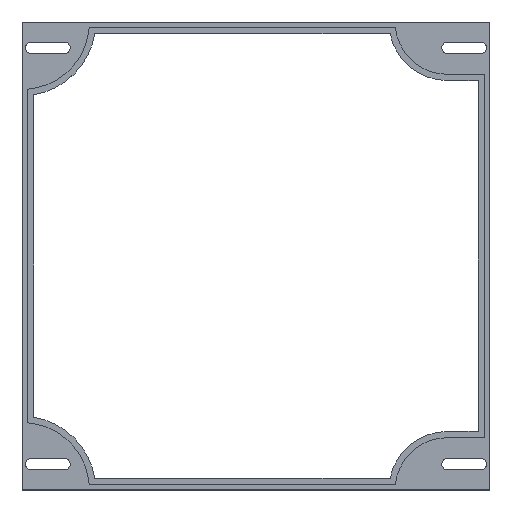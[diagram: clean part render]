
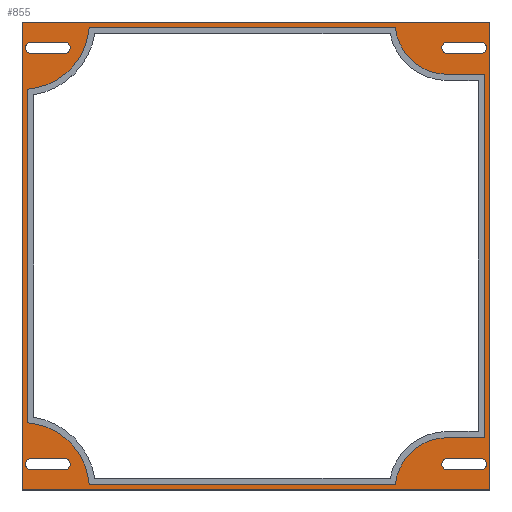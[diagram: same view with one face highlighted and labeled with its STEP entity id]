
A CAD part, top view. The second image highlights one B-rep face of the part: STEP entity #855.
In plain terms, the highlighted planar face has unit normal (0, 0, 1).
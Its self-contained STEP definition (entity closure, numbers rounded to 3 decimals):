
#16=FACE_BOUND('',#139,.T.);
#17=FACE_BOUND('',#140,.T.);
#18=FACE_BOUND('',#141,.T.);
#19=FACE_BOUND('',#142,.T.);
#20=FACE_BOUND('',#143,.T.);
#51=PLANE('',#944);
#94=FACE_OUTER_BOUND('',#138,.T.);
#138=EDGE_LOOP('',(#738,#739,#740,#741));
#139=EDGE_LOOP('',(#742,#743,#744,#745,#746,#747,#748,#749,#750,#751));
#140=EDGE_LOOP('',(#752,#753,#754,#755));
#141=EDGE_LOOP('',(#756,#757,#758,#759));
#142=EDGE_LOOP('',(#760,#761,#762,#763));
#143=EDGE_LOOP('',(#764,#765,#766,#767));
#152=LINE('',#1198,#240);
#156=LINE('',#1210,#244);
#160=LINE('',#1222,#248);
#164=LINE('',#1234,#252);
#167=LINE('',#1240,#255);
#170=LINE('',#1245,#258);
#174=LINE('',#1254,#262);
#178=LINE('',#1266,#266);
#182=LINE('',#1278,#270);
#186=LINE('',#1290,#274);
#191=LINE('',#1308,#279);
#195=LINE('',#1318,#283);
#198=LINE('',#1326,#286);
#202=LINE('',#1338,#290);
#228=LINE('',#1411,#316);
#231=LINE('',#1417,#319);
#234=LINE('',#1423,#322);
#237=LINE('',#1427,#325);
#240=VECTOR('',#958,10.);
#244=VECTOR('',#970,10.);
#248=VECTOR('',#982,10.);
#252=VECTOR('',#994,10.);
#255=VECTOR('',#999,10.);
#258=VECTOR('',#1004,10.);
#262=VECTOR('',#1010,10.);
#266=VECTOR('',#1022,10.);
#270=VECTOR('',#1034,10.);
#274=VECTOR('',#1046,10.);
#279=VECTOR('',#1065,10.);
#283=VECTOR('',#1077,10.);
#286=VECTOR('',#1082,10.);
#290=VECTOR('',#1094,10.);
#316=VECTOR('',#1166,10.);
#319=VECTOR('',#1171,10.);
#322=VECTOR('',#1176,10.);
#325=VECTOR('',#1181,10.);
#326=CIRCLE('',#872,15.65);
#328=CIRCLE('',#876,20.206);
#330=CIRCLE('',#880,20.206);
#332=CIRCLE('',#884,15.65);
#335=CIRCLE('',#892,1.7);
#337=CIRCLE('',#896,1.7);
#339=CIRCLE('',#900,1.7);
#341=CIRCLE('',#904,1.7);
#343=CIRCLE('',#907,1.7);
#345=CIRCLE('',#911,1.7);
#347=CIRCLE('',#916,1.7);
#349=CIRCLE('',#920,1.7);
#358=VERTEX_POINT('',#1188);
#359=VERTEX_POINT('',#1189);
#362=VERTEX_POINT('',#1197);
#364=VERTEX_POINT('',#1203);
#366=VERTEX_POINT('',#1209);
#368=VERTEX_POINT('',#1215);
#370=VERTEX_POINT('',#1221);
#372=VERTEX_POINT('',#1227);
#374=VERTEX_POINT('',#1233);
#376=VERTEX_POINT('',#1239);
#380=VERTEX_POINT('',#1251);
#381=VERTEX_POINT('',#1253);
#383=VERTEX_POINT('',#1259);
#385=VERTEX_POINT('',#1265);
#388=VERTEX_POINT('',#1275);
#389=VERTEX_POINT('',#1277);
#391=VERTEX_POINT('',#1283);
#393=VERTEX_POINT('',#1289);
#396=VERTEX_POINT('',#1299);
#397=VERTEX_POINT('',#1301);
#399=VERTEX_POINT('',#1307);
#401=VERTEX_POINT('',#1313);
#404=VERTEX_POINT('',#1323);
#405=VERTEX_POINT('',#1325);
#407=VERTEX_POINT('',#1331);
#409=VERTEX_POINT('',#1337);
#432=VERTEX_POINT('',#1408);
#433=VERTEX_POINT('',#1410);
#435=VERTEX_POINT('',#1416);
#437=VERTEX_POINT('',#1422);
#438=EDGE_CURVE('',#358,#359,#326,.T.);
#442=EDGE_CURVE('',#362,#358,#152,.T.);
#445=EDGE_CURVE('',#364,#362,#328,.T.);
#448=EDGE_CURVE('',#366,#364,#156,.T.);
#451=EDGE_CURVE('',#368,#366,#330,.T.);
#454=EDGE_CURVE('',#370,#368,#160,.T.);
#457=EDGE_CURVE('',#372,#370,#332,.T.);
#460=EDGE_CURVE('',#374,#372,#164,.T.);
#463=EDGE_CURVE('',#376,#374,#167,.T.);
#466=EDGE_CURVE('',#359,#376,#170,.T.);
#470=EDGE_CURVE('',#381,#380,#174,.T.);
#473=EDGE_CURVE('',#383,#381,#335,.T.);
#476=EDGE_CURVE('',#385,#383,#178,.T.);
#479=EDGE_CURVE('',#380,#385,#337,.T.);
#482=EDGE_CURVE('',#389,#388,#182,.T.);
#485=EDGE_CURVE('',#391,#389,#339,.T.);
#488=EDGE_CURVE('',#393,#391,#186,.T.);
#491=EDGE_CURVE('',#388,#393,#341,.T.);
#494=EDGE_CURVE('',#397,#396,#343,.T.);
#497=EDGE_CURVE('',#399,#397,#191,.T.);
#500=EDGE_CURVE('',#401,#399,#345,.T.);
#503=EDGE_CURVE('',#396,#401,#195,.T.);
#506=EDGE_CURVE('',#405,#404,#198,.T.);
#509=EDGE_CURVE('',#407,#405,#347,.T.);
#512=EDGE_CURVE('',#409,#407,#202,.T.);
#515=EDGE_CURVE('',#404,#409,#349,.T.);
#548=EDGE_CURVE('',#433,#432,#228,.T.);
#551=EDGE_CURVE('',#435,#433,#231,.T.);
#554=EDGE_CURVE('',#437,#435,#234,.T.);
#557=EDGE_CURVE('',#432,#437,#237,.T.);
#738=ORIENTED_EDGE('',*,*,#557,.T.);
#739=ORIENTED_EDGE('',*,*,#554,.T.);
#740=ORIENTED_EDGE('',*,*,#551,.T.);
#741=ORIENTED_EDGE('',*,*,#548,.T.);
#742=ORIENTED_EDGE('',*,*,#451,.F.);
#743=ORIENTED_EDGE('',*,*,#454,.F.);
#744=ORIENTED_EDGE('',*,*,#457,.F.);
#745=ORIENTED_EDGE('',*,*,#460,.F.);
#746=ORIENTED_EDGE('',*,*,#463,.F.);
#747=ORIENTED_EDGE('',*,*,#466,.F.);
#748=ORIENTED_EDGE('',*,*,#438,.F.);
#749=ORIENTED_EDGE('',*,*,#442,.F.);
#750=ORIENTED_EDGE('',*,*,#445,.F.);
#751=ORIENTED_EDGE('',*,*,#448,.F.);
#752=ORIENTED_EDGE('',*,*,#470,.T.);
#753=ORIENTED_EDGE('',*,*,#479,.T.);
#754=ORIENTED_EDGE('',*,*,#476,.T.);
#755=ORIENTED_EDGE('',*,*,#473,.T.);
#756=ORIENTED_EDGE('',*,*,#482,.T.);
#757=ORIENTED_EDGE('',*,*,#491,.T.);
#758=ORIENTED_EDGE('',*,*,#488,.T.);
#759=ORIENTED_EDGE('',*,*,#485,.T.);
#760=ORIENTED_EDGE('',*,*,#494,.T.);
#761=ORIENTED_EDGE('',*,*,#503,.T.);
#762=ORIENTED_EDGE('',*,*,#500,.T.);
#763=ORIENTED_EDGE('',*,*,#497,.T.);
#764=ORIENTED_EDGE('',*,*,#506,.T.);
#765=ORIENTED_EDGE('',*,*,#515,.T.);
#766=ORIENTED_EDGE('',*,*,#512,.T.);
#767=ORIENTED_EDGE('',*,*,#509,.T.);
#855=ADVANCED_FACE('',(#94,#16,#17,#18,#19,#20),#51,.T.);
#872=AXIS2_PLACEMENT_3D('',#1190,#950,#951);
#876=AXIS2_PLACEMENT_3D('',#1204,#963,#964);
#880=AXIS2_PLACEMENT_3D('',#1216,#975,#976);
#884=AXIS2_PLACEMENT_3D('',#1228,#987,#988);
#892=AXIS2_PLACEMENT_3D('',#1260,#1016,#1017);
#896=AXIS2_PLACEMENT_3D('',#1270,#1028,#1029);
#900=AXIS2_PLACEMENT_3D('',#1284,#1040,#1041);
#904=AXIS2_PLACEMENT_3D('',#1294,#1052,#1053);
#907=AXIS2_PLACEMENT_3D('',#1302,#1059,#1060);
#911=AXIS2_PLACEMENT_3D('',#1314,#1071,#1072);
#916=AXIS2_PLACEMENT_3D('',#1332,#1088,#1089);
#920=AXIS2_PLACEMENT_3D('',#1342,#1100,#1101);
#944=AXIS2_PLACEMENT_3D('',#1428,#1182,#1183);
#950=DIRECTION('center_axis',(0.,0.,-1.));
#951=DIRECTION('ref_axis',(0.,1.,0.));
#958=DIRECTION('',(1.,0.,0.));
#963=DIRECTION('center_axis',(0.,0.,-1.));
#964=DIRECTION('ref_axis',(0.997,0.082,0.));
#970=DIRECTION('',(0.,-1.,0.));
#975=DIRECTION('center_axis',(0.,0.,-1.));
#976=DIRECTION('ref_axis',(0.082,-0.997,0.));
#982=DIRECTION('',(-1.,0.,0.));
#987=DIRECTION('center_axis',(0.,0.,-1.));
#988=DIRECTION('ref_axis',(-0.994,-0.105,0.));
#994=DIRECTION('',(-1.,0.,0.));
#999=DIRECTION('',(0.,1.,0.));
#1004=DIRECTION('',(1.,0.,0.));
#1010=DIRECTION('',(1.,0.,0.));
#1016=DIRECTION('center_axis',(0.,0.,-1.));
#1017=DIRECTION('ref_axis',(0.,1.,0.));
#1022=DIRECTION('',(-1.,0.,0.));
#1028=DIRECTION('center_axis',(0.,0.,-1.));
#1029=DIRECTION('ref_axis',(0.,-1.,0.));
#1034=DIRECTION('',(-1.,0.,0.));
#1040=DIRECTION('center_axis',(0.,0.,-1.));
#1041=DIRECTION('ref_axis',(0.,-1.,0.));
#1046=DIRECTION('',(1.,0.,0.));
#1052=DIRECTION('center_axis',(0.,0.,-1.));
#1053=DIRECTION('ref_axis',(0.,1.,0.));
#1059=DIRECTION('center_axis',(0.,0.,-1.));
#1060=DIRECTION('ref_axis',(0.,-1.,0.));
#1065=DIRECTION('',(1.,0.,0.));
#1071=DIRECTION('center_axis',(0.,0.,-1.));
#1072=DIRECTION('ref_axis',(0.,1.,0.));
#1077=DIRECTION('',(-1.,0.,0.));
#1082=DIRECTION('',(1.,0.,0.));
#1088=DIRECTION('center_axis',(0.,0.,-1.));
#1089=DIRECTION('ref_axis',(0.,1.,0.));
#1094=DIRECTION('',(-1.,0.,0.));
#1100=DIRECTION('center_axis',(0.,0.,-1.));
#1101=DIRECTION('ref_axis',(0.,-1.,0.));
#1166=DIRECTION('',(0.,-1.,0.));
#1171=DIRECTION('',(-1.,0.,0.));
#1176=DIRECTION('',(0.,1.,0.));
#1181=DIRECTION('',(1.,0.,0.));
#1182=DIRECTION('center_axis',(0.,0.,1.));
#1183=DIRECTION('ref_axis',(1.,0.,0.));
#1188=CARTESIAN_POINT('',(169.187,24.65,0.5));
#1189=CARTESIAN_POINT('',(184.75,38.65,0.5));
#1190=CARTESIAN_POINT('Origin',(184.75,23.,0.5));
#1197=CARTESIAN_POINT('',(77.639,24.65,0.5));
#1198=CARTESIAN_POINT('',(102.569,24.65,0.5));
#1203=CARTESIAN_POINT('',(59.15,43.139,0.5));
#1204=CARTESIAN_POINT('Origin',(57.5,23.,0.5));
#1209=CARTESIAN_POINT('',(59.15,142.861,0.5));
#1210=CARTESIAN_POINT('',(59.15,117.931,0.5));
#1215=CARTESIAN_POINT('',(77.639,161.35,0.5));
#1216=CARTESIAN_POINT('Origin',(57.5,163.,0.5));
#1221=CARTESIAN_POINT('',(169.187,161.35,0.5));
#1222=CARTESIAN_POINT('',(148.344,161.35,0.5));
#1227=CARTESIAN_POINT('',(184.75,147.35,0.5));
#1228=CARTESIAN_POINT('Origin',(184.75,163.,0.5));
#1233=CARTESIAN_POINT('',(195.85,147.35,0.5));
#1234=CARTESIAN_POINT('',(161.675,147.35,0.5));
#1239=CARTESIAN_POINT('',(195.85,38.65,0.5));
#1240=CARTESIAN_POINT('',(195.85,65.825,0.5));
#1245=CARTESIAN_POINT('',(156.125,38.65,0.5));
#1251=CARTESIAN_POINT('',(70.25,32.45,0.5));
#1253=CARTESIAN_POINT('',(60.25,32.45,0.5));
#1254=CARTESIAN_POINT('',(93.875,32.45,0.5));
#1259=CARTESIAN_POINT('',(60.25,29.05,0.5));
#1260=CARTESIAN_POINT('Origin',(60.25,30.75,0.5));
#1265=CARTESIAN_POINT('',(70.25,29.05,0.5));
#1266=CARTESIAN_POINT('',(98.875,29.05,0.5));
#1270=CARTESIAN_POINT('Origin',(70.25,30.75,0.5));
#1275=CARTESIAN_POINT('',(184.75,153.55,0.5));
#1277=CARTESIAN_POINT('',(194.75,153.55,0.5));
#1278=CARTESIAN_POINT('',(161.125,153.55,0.5));
#1283=CARTESIAN_POINT('',(194.75,156.95,0.5));
#1284=CARTESIAN_POINT('Origin',(194.75,155.25,0.5));
#1289=CARTESIAN_POINT('',(184.75,156.95,0.5));
#1290=CARTESIAN_POINT('',(156.125,156.95,0.5));
#1294=CARTESIAN_POINT('Origin',(184.75,155.25,0.5));
#1299=CARTESIAN_POINT('',(70.25,153.55,0.5));
#1301=CARTESIAN_POINT('',(70.25,156.95,0.5));
#1302=CARTESIAN_POINT('Origin',(70.25,155.25,0.5));
#1307=CARTESIAN_POINT('',(60.25,156.95,0.5));
#1308=CARTESIAN_POINT('',(93.875,156.95,0.5));
#1313=CARTESIAN_POINT('',(60.25,153.55,0.5));
#1314=CARTESIAN_POINT('Origin',(60.25,155.25,0.5));
#1318=CARTESIAN_POINT('',(98.875,153.55,0.5));
#1323=CARTESIAN_POINT('',(194.75,32.45,0.5));
#1325=CARTESIAN_POINT('',(184.75,32.45,0.5));
#1326=CARTESIAN_POINT('',(156.125,32.45,0.5));
#1331=CARTESIAN_POINT('',(184.75,29.05,0.5));
#1332=CARTESIAN_POINT('Origin',(184.75,30.75,0.5));
#1337=CARTESIAN_POINT('',(194.75,29.05,0.5));
#1338=CARTESIAN_POINT('',(161.125,29.05,0.5));
#1342=CARTESIAN_POINT('Origin',(194.75,30.75,0.5));
#1408=CARTESIAN_POINT('',(57.5,23.,0.5));
#1410=CARTESIAN_POINT('',(57.5,163.,0.5));
#1411=CARTESIAN_POINT('',(57.5,23.,0.5));
#1416=CARTESIAN_POINT('',(197.5,163.,0.5));
#1417=CARTESIAN_POINT('',(57.5,163.,0.5));
#1422=CARTESIAN_POINT('',(197.5,23.,0.5));
#1423=CARTESIAN_POINT('',(197.5,163.,0.5));
#1427=CARTESIAN_POINT('',(197.5,23.,0.5));
#1428=CARTESIAN_POINT('Origin',(127.5,93.,0.5));
